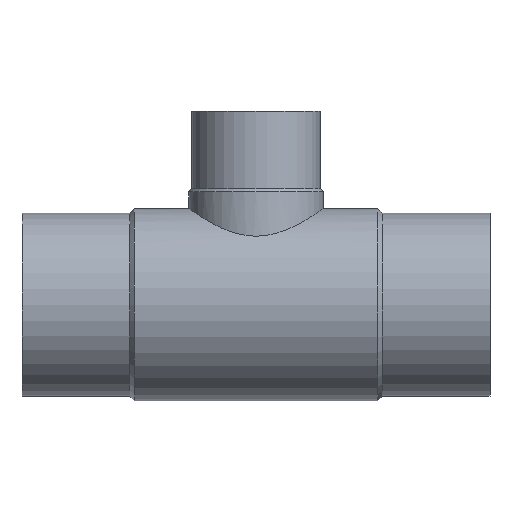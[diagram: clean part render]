
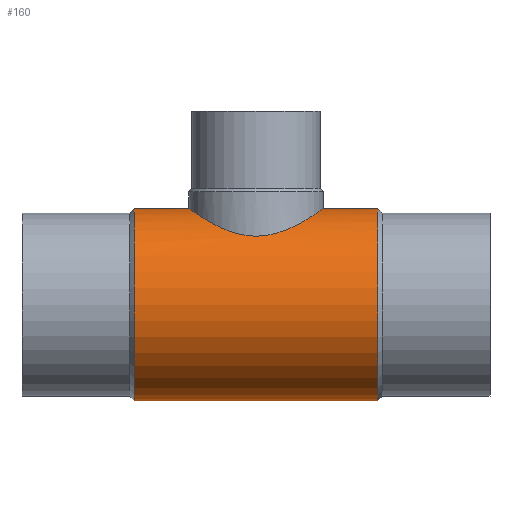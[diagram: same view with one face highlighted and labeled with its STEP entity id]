
A CAD part, front view. The second image highlights one B-rep face of the part: STEP entity #160.
In plain terms, the highlighted cylindrical face has radius 47.15 mm (diameter 94.3 mm), a full revolution.
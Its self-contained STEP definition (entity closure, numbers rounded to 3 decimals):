
#27=B_SPLINE_CURVE_WITH_KNOTS('',3,(#326,#327,#328,#329,#330,#331,#332,
#333,#334,#335,#336,#337,#338,#339,#340,#341,#342,#343,#344,#345,#346,#347,
#348,#349,#350,#351,#352,#353,#354,#355,#356,#357,#358,#359,#360,#361,#362,
#363,#364,#365,#366,#367,#368,#369,#370,#371,#372,#373,#374,#375,#376,#377,
#378,#379),.UNSPECIFIED.,.T.,.F.,(1,1,1,1,1,1,1,1,1,1,1,1,1,1,1,1,1,1,1,
1,1,1,1,1,1,1,1,1,1,1,1,1,1,1,1,1,1,1,1,1,1,1,1,1,1,1,1,1,1,1,1,1,1,1,1,
1,1,1),(-0.01,-0.007,-0.003,0.,
0.003,0.007,0.013,0.017,
0.02,0.027,0.033,0.04,
0.044,0.047,0.05,0.054,
0.057,0.06,0.067,0.07,
0.074,0.077,0.08,0.084,
0.087,0.09,0.094,0.1,
0.104,0.107,0.11,0.114,
0.121,0.124,0.127,0.134,
0.141,0.144,0.147,0.151,
0.154,0.161,0.164,0.167,
0.171,0.174,0.177,0.181,
0.187,0.194,0.201,0.204,
0.208,0.211,0.214,0.218,
0.221,0.228),.UNSPECIFIED.);
#31=ORIENTED_EDGE('',*,*,#59,.F.);
#32=ORIENTED_EDGE('',*,*,#60,.F.);
#33=ORIENTED_EDGE('',*,*,#61,.T.);
#59=EDGE_CURVE('',#73,#73,#86,.T.);
#60=EDGE_CURVE('',#74,#74,#27,.T.);
#61=EDGE_CURVE('',#75,#75,#87,.T.);
#73=VERTEX_POINT('',#325);
#74=VERTEX_POINT('',#380);
#75=VERTEX_POINT('',#382);
#86=CIRCLE('',#189,47.15);
#87=CIRCLE('',#190,47.15);
#99=EDGE_LOOP('',(#31));
#100=EDGE_LOOP('',(#32));
#101=EDGE_LOOP('',(#33));
#127=FACE_BOUND('',#99,.T.);
#128=FACE_BOUND('',#100,.T.);
#129=FACE_BOUND('',#101,.T.);
#153=CYLINDRICAL_SURFACE('',#188,47.15);
#160=ADVANCED_FACE('',(#127,#128,#129),#153,.T.);
#188=AXIS2_PLACEMENT_3D('',#323,#218,#219);
#189=AXIS2_PLACEMENT_3D('',#324,#220,#221);
#190=AXIS2_PLACEMENT_3D('',#381,#222,#223);
#218=DIRECTION('',(1.,0.,0.));
#219=DIRECTION('',(0.,0.,-1.));
#220=DIRECTION('',(1.,0.,0.));
#221=DIRECTION('',(0.,0.,-1.));
#222=DIRECTION('',(1.,0.,0.));
#223=DIRECTION('',(0.,0.,-1.));
#323=CARTESIAN_POINT('',(0.,0.,0.));
#324=CARTESIAN_POINT('',(-55.15,0.,0.));
#325=CARTESIAN_POINT('',(-55.15,0.,-47.15));
#326=CARTESIAN_POINT('',(-147.883,3.389,47.068));
#327=CARTESIAN_POINT('',(-148.059,-0.002,47.191));
#328=CARTESIAN_POINT('',(-147.883,-3.379,47.068));
#329=CARTESIAN_POINT('',(-147.21,-7.759,46.599));
#330=CARTESIAN_POINT('',(-145.866,-12.022,45.674));
#331=CARTESIAN_POINT('',(-143.989,-15.877,44.43));
#332=CARTESIAN_POINT('',(-141.744,-19.537,42.988));
#333=CARTESIAN_POINT('',(-138.4,-23.548,40.954));
#334=CARTESIAN_POINT('',(-133.534,-27.54,38.352));
#335=CARTESIAN_POINT('',(-128.975,-30.028,36.379));
#336=CARTESIAN_POINT('',(-124.904,-31.536,35.06));
#337=CARTESIAN_POINT('',(-121.728,-32.363,34.294));
#338=CARTESIAN_POINT('',(-118.438,-32.879,33.796));
#339=CARTESIAN_POINT('',(-115.031,-33.057,33.62));
#340=CARTESIAN_POINT('',(-111.699,-32.891,33.784));
#341=CARTESIAN_POINT('',(-107.259,-32.215,34.437));
#342=CARTESIAN_POINT('',(-103.105,-30.912,35.634));
#343=CARTESIAN_POINT('',(-99.254,-29.059,37.147));
#344=CARTESIAN_POINT('',(-96.582,-27.44,38.362));
#345=CARTESIAN_POINT('',(-94.088,-25.592,39.623));
#346=CARTESIAN_POINT('',(-91.756,-23.495,40.906));
#347=CARTESIAN_POINT('',(-89.631,-21.182,42.153));
#348=CARTESIAN_POINT('',(-87.738,-18.683,43.321));
#349=CARTESIAN_POINT('',(-86.07,-15.986,44.391));
#350=CARTESIAN_POINT('',(-84.15,-12.067,45.662));
#351=CARTESIAN_POINT('',(-82.821,-7.895,46.577));
#352=CARTESIAN_POINT('',(-82.12,-3.423,47.066));
#353=CARTESIAN_POINT('',(-81.944,-0.07,47.189));
#354=CARTESIAN_POINT('',(-82.105,3.279,47.076));
#355=CARTESIAN_POINT('',(-82.787,7.756,46.601));
#356=CARTESIAN_POINT('',(-84.104,11.95,45.694));
#357=CARTESIAN_POINT('',(-86.01,15.876,44.431));
#358=CARTESIAN_POINT('',(-88.228,19.497,43.005));
#359=CARTESIAN_POINT('',(-91.625,23.572,40.941));
#360=CARTESIAN_POINT('',(-95.618,26.852,38.802));
#361=CARTESIAN_POINT('',(-99.235,29.049,37.156));
#362=CARTESIAN_POINT('',(-102.092,30.426,36.031));
#363=CARTESIAN_POINT('',(-105.108,31.539,35.057));
#364=CARTESIAN_POINT('',(-109.398,32.654,34.023));
#365=CARTESIAN_POINT('',(-113.864,33.117,33.561));
#366=CARTESIAN_POINT('',(-118.397,32.882,33.793));
#367=CARTESIAN_POINT('',(-121.678,32.374,34.283));
#368=CARTESIAN_POINT('',(-124.902,31.537,35.059));
#369=CARTESIAN_POINT('',(-127.918,30.421,36.035));
#370=CARTESIAN_POINT('',(-130.77,29.046,37.158));
#371=CARTESIAN_POINT('',(-134.385,26.85,38.804));
#372=CARTESIAN_POINT('',(-138.387,23.562,40.948));
#373=CARTESIAN_POINT('',(-142.456,18.668,43.422));
#374=CARTESIAN_POINT('',(-145.005,14.037,45.097));
#375=CARTESIAN_POINT('',(-146.543,9.886,46.14));
#376=CARTESIAN_POINT('',(-147.375,6.67,46.714));
#377=CARTESIAN_POINT('',(-147.883,3.389,47.068));
#378=CARTESIAN_POINT('',(-148.059,-0.002,47.191));
#379=CARTESIAN_POINT('',(-147.883,-3.379,47.068));
#380=CARTESIAN_POINT('',(-148.,0.,47.15));
#381=CARTESIAN_POINT('',(-174.85,0.,0.));
#382=CARTESIAN_POINT('',(-174.85,0.,-47.15));
